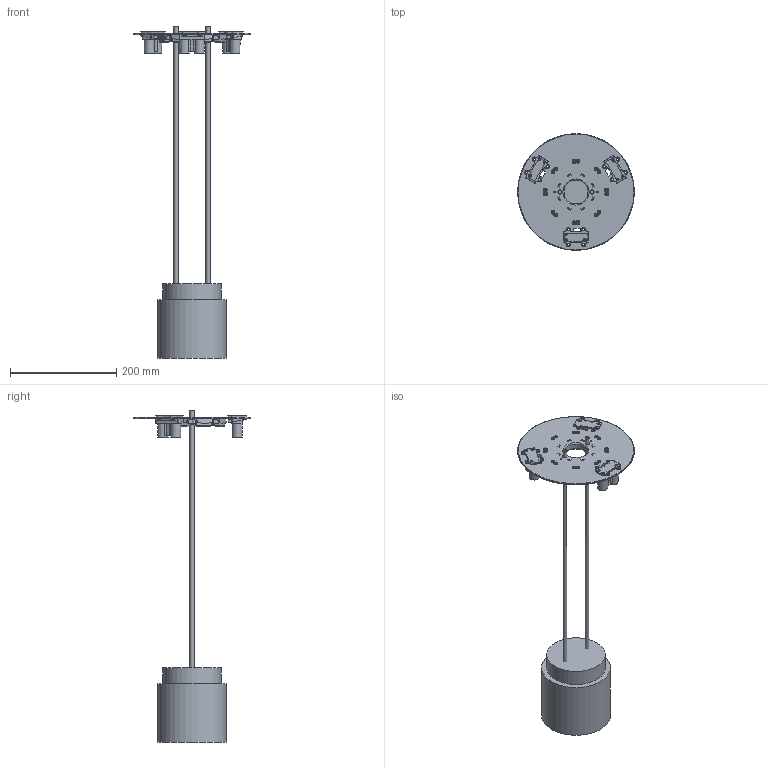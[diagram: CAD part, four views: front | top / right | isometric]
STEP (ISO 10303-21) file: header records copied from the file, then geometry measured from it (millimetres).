
FILE_DESCRIPTION(/* description */ (''),/* implementation_level */ '2;1');
FILE_NAME(/* name */ 'Flyer v14.step',/* time_stamp */ '2017-06-09T21:02:10-07:00',/* author */ (''),/* organization */ (''),/* preprocessor_version */ 'ST-DEVELOPER v16.13',/* originating_system */ 'Autodesk Translation Framework v6.1.1.50',/* authorisation */ '');
FILE_SCHEMA (('AUTOMOTIVE_DESIGN { 1 0 10303 214 3 1 1 }'));
Length unit declared in the file: millimetre
Products named in the file (12): Flyer v14; Gimbal Mount; Carbon Rod; IR Sensors; SharpIRsensor v1; LIDARs; LIDAR Rangefinder; LIDAR Rangefinder_1; LIDAR Rangefinder_2; LIDAR-Lite_Housing_RevD v1; LIDAR-Lite_Cover_RevC v1; Component10
Assembly tree (25 placements, depth 4):
  Flyer v14
    Carbon Rod  x2
    Gimbal Mount
    IR Sensors
      SharpIRsensor v1  x8
    LIDARs
      LIDAR Rangefinder
        LIDAR-Lite_Housing_RevD v1
        LIDAR-Lite_Cover_RevC v1
        Component10
      LIDAR Rangefinder_1
        LIDAR-Lite_Housing_RevD v1
        LIDAR-Lite_Cover_RevC v1
        Component10
      LIDAR Rangefinder_2
        LIDAR-Lite_Housing_RevD v1
        LIDAR-Lite_Cover_RevC v1
        Component10
Bounding box: 220 x 220 x 625 mm (x, y, z)
Volume: 2085939 mm3; surface area: 303647.9 mm2
Topology: 20 solids, 20 shells, 2100 faces, 5637 edges, 3631 vertices
Faces by surface type: plane 1302, cylinder 433, cone 235, bspline 68, sphere 46, torus 16
Full cylindrical faces by diameter (mm): 1.143 x9, 1.905 x3, 1.93 x9, 3.2 x32, 3.25 x2, 3.912 x9, 4.039 x24, 4.064 x9, 4.2 x8, 6 x4, 6.521 x6, 6.617 x6, 7 x22, 8 x4, 45 x1, 110 x1, 130 x1, 220 x1
Entity records: 26982 total; most frequent: CARTESIAN_POINT 5759, DIRECTION 4473, ORIENTED_EDGE 4192, EDGE_CURVE 2084, AXIS2_PLACEMENT_3D 1598, VERTEX_POINT 1407, LINE 1277, VECTOR 1277
